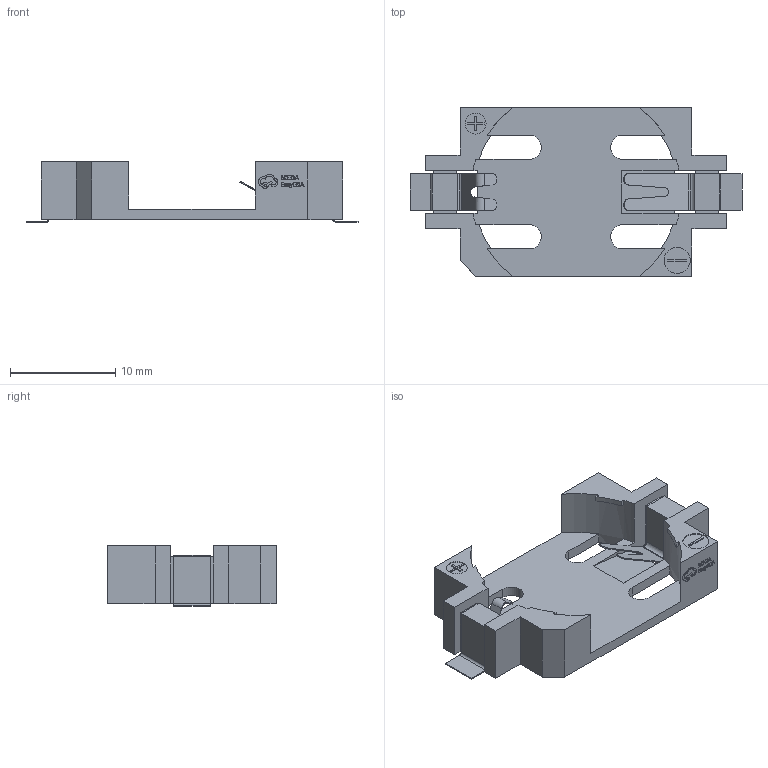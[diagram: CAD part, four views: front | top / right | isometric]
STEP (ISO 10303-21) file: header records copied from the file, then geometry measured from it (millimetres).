
FILE_DESCRIPTION (( 'STEP AP214' ), '1' );
FILE_NAME ('BAT-SMD_XDCR-2032-603.STEP', '2025-04-29T10:07:45', ( '' ), ( '' ), 'SwSTEP 2.0', 'SolidWorks 2020', '' );
FILE_SCHEMA (( 'AUTOMOTIVE_DESIGN' ));
Length unit declared in the file: millimetre
Products named in the file (1): BAT-SMD_XDCR-2032-603
Bounding box: 31.5 x 16 x 5.75 mm (x, y, z)
Volume: 754.3 mm3; surface area: 1612.5 mm2
Topology: 16 solids, 16 shells, 400 faces, 1098 edges, 732 vertices
Faces by surface type: plane 249, bspline 98, cylinder 53
Entity records: 17755 total; most frequent: CARTESIAN_POINT 3591, ORIENTED_EDGE 2196, DIRECTION 1590, EDGE_CURVE 1098, LINE 776, VECTOR 776, VERTEX_POINT 732, EDGE_LOOP 426
